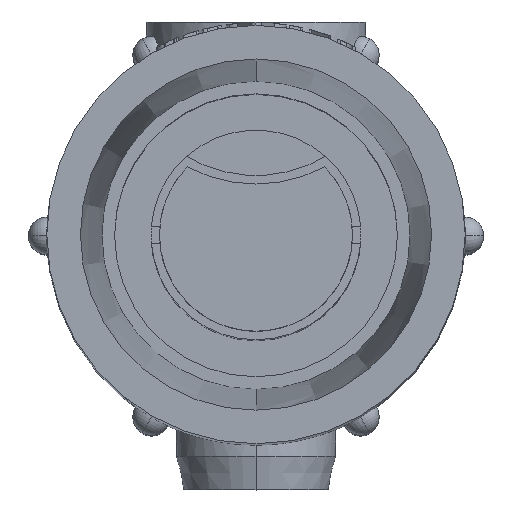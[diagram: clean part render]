
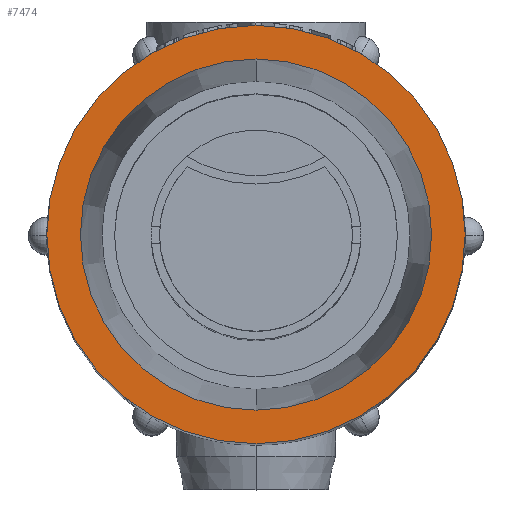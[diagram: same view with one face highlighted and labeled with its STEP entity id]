
A CAD part, top view. The second image highlights one B-rep face of the part: STEP entity #7474.
In plain terms, the highlighted planar face has unit normal (0, 0, 1).
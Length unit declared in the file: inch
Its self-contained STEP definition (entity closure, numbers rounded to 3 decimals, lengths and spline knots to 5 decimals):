
#178 = ORIENTED_EDGE ( 'NONE', *, *, #1957, .T. ) ;
#403 = AXIS2_PLACEMENT_3D ( 'NONE', #6979, #6241, #1450 ) ;
#550 = FACE_OUTER_BOUND ( 'NONE', #7910, .T. ) ;
#760 = CARTESIAN_POINT ( 'NONE',  ( 0., 0.9375, 7.80686 ) ) ;
#869 = DIRECTION ( 'NONE',  ( 0., 0., 1. ) ) ;
#896 = DIRECTION ( 'NONE',  ( 0., 0., 1. ) ) ;
#1375 = CIRCLE ( 'NONE', #1725, 1.117 ) ;
#1450 = DIRECTION ( 'NONE',  ( 0., -1., 0. ) ) ;
#1504 = ORIENTED_EDGE ( 'NONE', *, *, #6381, .F. ) ;
#1704 = CARTESIAN_POINT ( 'NONE',  ( 0., 0., 7.80686 ) ) ;
#1725 = AXIS2_PLACEMENT_3D ( 'NONE', #2738, #9983, #5844 ) ;
#1957 = EDGE_CURVE ( 'NONE', #4774, #7186, #1375, .T. ) ;
#2080 = EDGE_CURVE ( 'NONE', #7186, #4774, #5537, .T. ) ;
#2099 = DIRECTION ( 'NONE',  ( 1., 0., 0. ) ) ;
#2128 = AXIS2_PLACEMENT_3D ( 'NONE', #1704, #896, #2463 ) ;
#2268 = VERTEX_POINT ( 'NONE', #760 ) ;
#2305 = ORIENTED_EDGE ( 'NONE', *, *, #8552, .F. ) ;
#2429 = VERTEX_POINT ( 'NONE', #8432 ) ;
#2463 = DIRECTION ( 'NONE',  ( 0., -1., 0. ) ) ;
#2540 = PLANE ( 'NONE',  #8321 ) ;
#2737 = CARTESIAN_POINT ( 'NONE',  ( -1.117, 0., 7.80686 ) ) ;
#2738 = CARTESIAN_POINT ( 'NONE',  ( 0., 0., 7.80686 ) ) ;
#2788 = CIRCLE ( 'NONE', #2128, 0.9375 ) ;
#2799 = AXIS2_PLACEMENT_3D ( 'NONE', #2804, #8407, #2099 ) ;
#2804 = CARTESIAN_POINT ( 'NONE',  ( 0., 0., 7.80686 ) ) ;
#4774 = VERTEX_POINT ( 'NONE', #10321 ) ;
#5537 = CIRCLE ( 'NONE', #2799, 1.117 ) ;
#5844 = DIRECTION ( 'NONE',  ( 1., 0., 0. ) ) ;
#6241 = DIRECTION ( 'NONE',  ( 0., 0., 1. ) ) ;
#6381 = EDGE_CURVE ( 'NONE', #2429, #2268, #2788, .T. ) ;
#6979 = CARTESIAN_POINT ( 'NONE',  ( 0., 0., 7.80686 ) ) ;
#7186 = VERTEX_POINT ( 'NONE', #2737 ) ;
#7474 = ADVANCED_FACE ( 'NONE', ( #8179, #550 ), #2540, .T. ) ;
#7910 = EDGE_LOOP ( 'NONE', ( #178, #7995 ) ) ;
#7995 = ORIENTED_EDGE ( 'NONE', *, *, #2080, .T. ) ;
#8179 = FACE_BOUND ( 'NONE', #8674, .T. ) ;
#8281 = CIRCLE ( 'NONE', #403, 0.9375 ) ;
#8321 = AXIS2_PLACEMENT_3D ( 'NONE', #9642, #869, #8868 ) ;
#8407 = DIRECTION ( 'NONE',  ( 0., 0., 1. ) ) ;
#8432 = CARTESIAN_POINT ( 'NONE',  ( 0., -0.9375, 7.80686 ) ) ;
#8552 = EDGE_CURVE ( 'NONE', #2268, #2429, #8281, .T. ) ;
#8674 = EDGE_LOOP ( 'NONE', ( #1504, #2305 ) ) ;
#8868 = DIRECTION ( 'NONE',  ( 1., 0., 0. ) ) ;
#9642 = CARTESIAN_POINT ( 'NONE',  ( 0., 0., 7.80686 ) ) ;
#9983 = DIRECTION ( 'NONE',  ( 0., 0., 1. ) ) ;
#10321 = CARTESIAN_POINT ( 'NONE',  ( 1.117, 0., 7.80686 ) ) ;
